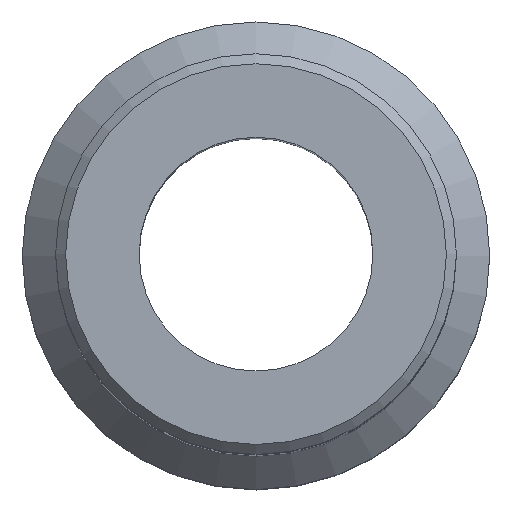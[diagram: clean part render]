
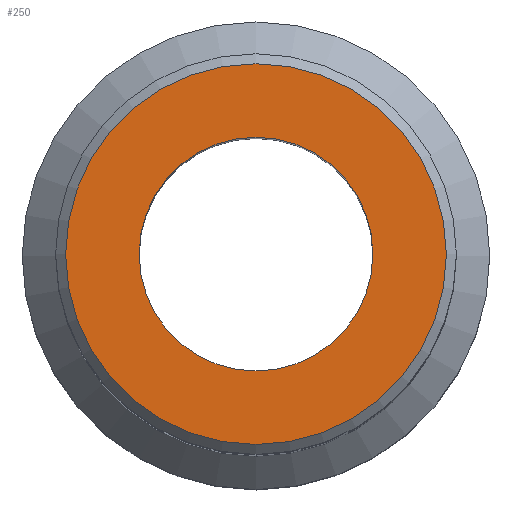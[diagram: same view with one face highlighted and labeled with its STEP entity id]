
A CAD part, top view. The second image highlights one B-rep face of the part: STEP entity #250.
In plain terms, the highlighted planar face has unit normal (0, 0, 1).
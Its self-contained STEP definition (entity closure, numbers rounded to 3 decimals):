
#37=ORIENTED_EDGE('',*,*,#83,.F.);
#38=ORIENTED_EDGE('',*,*,#84,.T.);
#83=EDGE_CURVE('',#106,#106,#129,.T.);
#84=EDGE_CURVE('',#107,#107,#130,.T.);
#106=VERTEX_POINT('',#429);
#107=VERTEX_POINT('',#431);
#129=CIRCLE('',#287,5.7);
#130=CIRCLE('',#288,3.5);
#152=EDGE_LOOP('',(#37));
#153=EDGE_LOOP('',(#38));
#198=FACE_BOUND('',#152,.T.);
#199=FACE_BOUND('',#153,.T.);
#244=PLANE('',#286);
#250=ADVANCED_FACE('',(#198,#199),#244,.F.);
#286=AXIS2_PLACEMENT_3D('',#427,#334,#335);
#287=AXIS2_PLACEMENT_3D('',#428,#336,#337);
#288=AXIS2_PLACEMENT_3D('',#430,#338,#339);
#334=DIRECTION('',(0.,0.,-1.));
#335=DIRECTION('',(-1.,0.,0.));
#336=DIRECTION('',(0.,0.,-1.));
#337=DIRECTION('',(-1.,0.,0.));
#338=DIRECTION('',(0.,0.,-1.));
#339=DIRECTION('',(-1.,0.,0.));
#427=CARTESIAN_POINT('',(0.,0.,0.));
#428=CARTESIAN_POINT('',(0.,0.,0.));
#429=CARTESIAN_POINT('',(-5.7,0.,0.));
#430=CARTESIAN_POINT('',(0.,0.,0.));
#431=CARTESIAN_POINT('',(-3.5,0.,0.));
